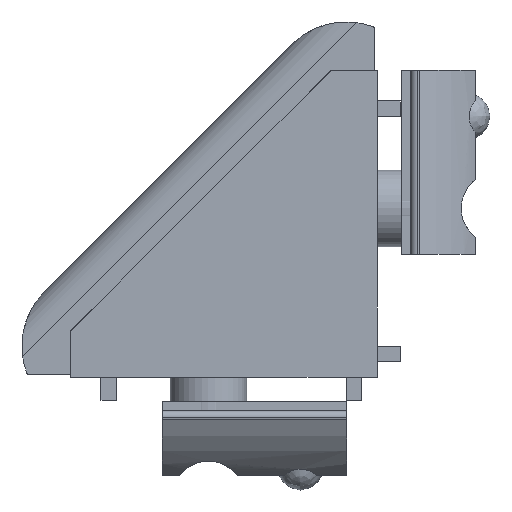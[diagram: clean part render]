
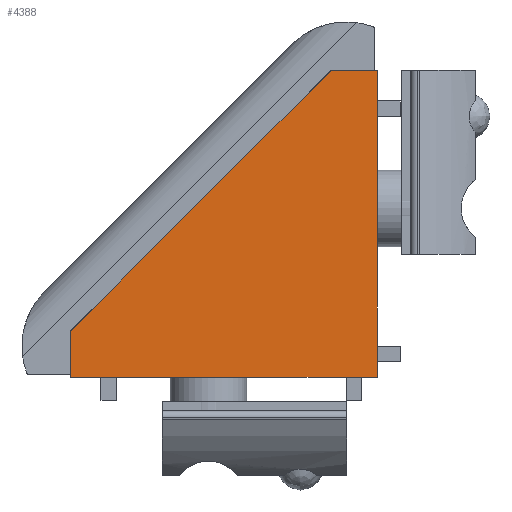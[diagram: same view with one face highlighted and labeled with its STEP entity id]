
A CAD part, left-side view. The second image highlights one B-rep face of the part: STEP entity #4388.
In plain terms, the highlighted planar face has unit normal (-1, 0, 0).
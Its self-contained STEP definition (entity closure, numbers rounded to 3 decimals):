
#186 = PLANE ( 'NONE',  #2623 ) ;
#189 = VECTOR ( 'NONE', #3758, 1000. ) ;
#207 = LINE ( 'NONE', #1218, #5719 ) ;
#215 = DIRECTION ( 'NONE',  ( 0., 0., -1. ) ) ;
#223 = ORIENTED_EDGE ( 'NONE', *, *, #4704, .F. ) ;
#260 = CARTESIAN_POINT ( 'NONE',  ( -8.5, 20., 3. ) ) ;
#364 = VERTEX_POINT ( 'NONE', #3884 ) ;
#532 = LINE ( 'NONE', #3262, #189 ) ;
#634 = LINE ( 'NONE', #920, #5300 ) ;
#686 = DIRECTION ( 'NONE',  ( 0., 0., -1. ) ) ;
#920 = CARTESIAN_POINT ( 'NONE',  ( -8.5, 20., 0. ) ) ;
#1058 = VECTOR ( 'NONE', #5387, 1000. ) ;
#1218 = CARTESIAN_POINT ( 'NONE',  ( -8.5, 3., 20. ) ) ;
#1225 = EDGE_CURVE ( 'NONE', #364, #5328, #5020, .T. ) ;
#1520 = EDGE_CURVE ( 'NONE', #2178, #3850, #634, .T. ) ;
#1596 = ORIENTED_EDGE ( 'NONE', *, *, #4028, .F. ) ;
#1764 = EDGE_LOOP ( 'NONE', ( #4842, #223, #1596, #4535, #3515 ) ) ;
#2178 = VERTEX_POINT ( 'NONE', #3589 ) ;
#2209 = DIRECTION ( 'NONE',  ( 0., 0., 1. ) ) ;
#2451 = CARTESIAN_POINT ( 'NONE',  ( -8.5, 0., 0. ) ) ;
#2623 = AXIS2_PLACEMENT_3D ( 'NONE', #2451, #2909, #215 ) ;
#2909 = DIRECTION ( 'NONE',  ( 1., 0., 0. ) ) ;
#3200 = CARTESIAN_POINT ( 'NONE',  ( -8.5, 3., 20. ) ) ;
#3262 = CARTESIAN_POINT ( 'NONE',  ( -8.5, 0., 0. ) ) ;
#3369 = CARTESIAN_POINT ( 'NONE',  ( -8.5, 0., 20. ) ) ;
#3515 = ORIENTED_EDGE ( 'NONE', *, *, #5714, .F. ) ;
#3589 = CARTESIAN_POINT ( 'NONE',  ( -8.5, 20., 0. ) ) ;
#3758 = DIRECTION ( 'NONE',  ( 0., 1., 0. ) ) ;
#3799 = VECTOR ( 'NONE', #686, 1000. ) ;
#3850 = VERTEX_POINT ( 'NONE', #260 ) ;
#3884 = CARTESIAN_POINT ( 'NONE',  ( -8.5, 0., 20. ) ) ;
#4028 = EDGE_CURVE ( 'NONE', #3850, #5553, #5857, .T. ) ;
#4388 = ADVANCED_FACE ( 'NONE', ( #4654 ), #186, .F. ) ;
#4465 = CARTESIAN_POINT ( 'NONE',  ( -8.5, 20., 3. ) ) ;
#4535 = ORIENTED_EDGE ( 'NONE', *, *, #1520, .F. ) ;
#4654 = FACE_OUTER_BOUND ( 'NONE', #1764, .T. ) ;
#4704 = EDGE_CURVE ( 'NONE', #5553, #364, #207, .T. ) ;
#4842 = ORIENTED_EDGE ( 'NONE', *, *, #1225, .F. ) ;
#5020 = LINE ( 'NONE', #3369, #3799 ) ;
#5300 = VECTOR ( 'NONE', #2209, 1000. ) ;
#5328 = VERTEX_POINT ( 'NONE', #5408 ) ;
#5387 = DIRECTION ( 'NONE',  ( 0., -0.707, 0.707 ) ) ;
#5408 = CARTESIAN_POINT ( 'NONE',  ( -8.5, 0., 0. ) ) ;
#5553 = VERTEX_POINT ( 'NONE', #3200 ) ;
#5714 = EDGE_CURVE ( 'NONE', #5328, #2178, #532, .T. ) ;
#5719 = VECTOR ( 'NONE', #5756, 1000. ) ;
#5756 = DIRECTION ( 'NONE',  ( 0., -1., 0. ) ) ;
#5857 = LINE ( 'NONE', #4465, #1058 ) ;
